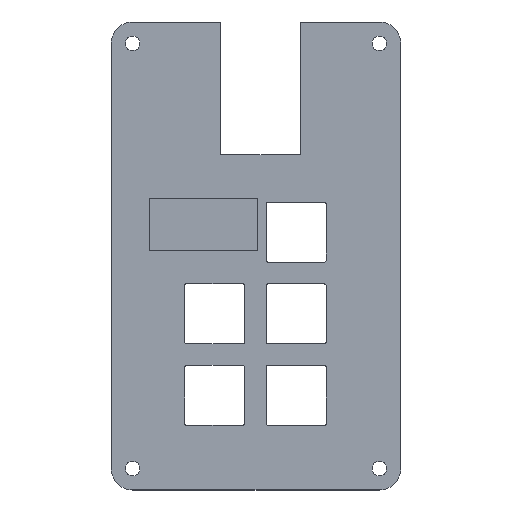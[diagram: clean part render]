
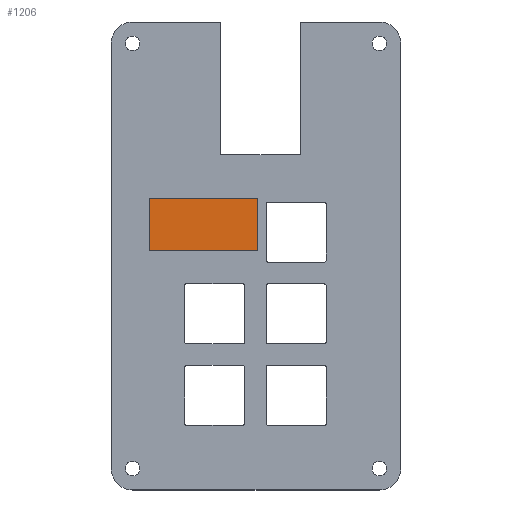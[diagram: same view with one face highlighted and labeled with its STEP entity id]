
A CAD part, top view. The second image highlights one B-rep face of the part: STEP entity #1206.
In plain terms, the highlighted planar face has unit normal (0, 0, 1).
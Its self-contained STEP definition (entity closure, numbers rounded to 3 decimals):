
#118=FACE_OUTER_BOUND('',#181,.T.);
#181=EDGE_LOOP('',(#811,#812,#813,#814));
#263=LINE('',#1770,#387);
#264=LINE('',#1772,#388);
#265=LINE('',#1774,#389);
#266=LINE('',#1775,#390);
#387=VECTOR('',#1406,10.);
#388=VECTOR('',#1407,10.);
#389=VECTOR('',#1408,10.);
#390=VECTOR('',#1409,10.);
#511=VERTEX_POINT('',#1768);
#512=VERTEX_POINT('',#1769);
#513=VERTEX_POINT('',#1771);
#514=VERTEX_POINT('',#1773);
#631=EDGE_CURVE('',#511,#512,#263,.T.);
#632=EDGE_CURVE('',#513,#511,#264,.T.);
#633=EDGE_CURVE('',#514,#513,#265,.T.);
#634=EDGE_CURVE('',#512,#514,#266,.T.);
#811=ORIENTED_EDGE('',*,*,#631,.F.);
#812=ORIENTED_EDGE('',*,*,#632,.F.);
#813=ORIENTED_EDGE('',*,*,#633,.F.);
#814=ORIENTED_EDGE('',*,*,#634,.F.);
#1171=PLANE('',#1283);
#1206=ADVANCED_FACE('',(#118),#1171,.T.);
#1283=AXIS2_PLACEMENT_3D('',#1767,#1404,#1405);
#1404=DIRECTION('center_axis',(0.,0.,1.));
#1405=DIRECTION('ref_axis',(-1.,0.,0.));
#1406=DIRECTION('',(0.,1.,0.));
#1407=DIRECTION('',(-1.,0.,0.));
#1408=DIRECTION('',(0.,-1.,0.));
#1409=DIRECTION('',(1.,0.,0.));
#1767=CARTESIAN_POINT('Origin',(27.248,-30.106,1.3));
#1768=CARTESIAN_POINT('',(13.306,-32.931,1.3));
#1769=CARTESIAN_POINT('',(13.306,-20.686,1.3));
#1770=CARTESIAN_POINT('',(13.306,-29.87,1.3));
#1771=CARTESIAN_POINT('',(38.577,-32.931,1.3));
#1772=CARTESIAN_POINT('',(32.26,-32.931,1.3));
#1773=CARTESIAN_POINT('',(38.577,-20.686,1.3));
#1774=CARTESIAN_POINT('',(38.577,-23.747,1.3));
#1775=CARTESIAN_POINT('',(19.624,-20.686,1.3));
